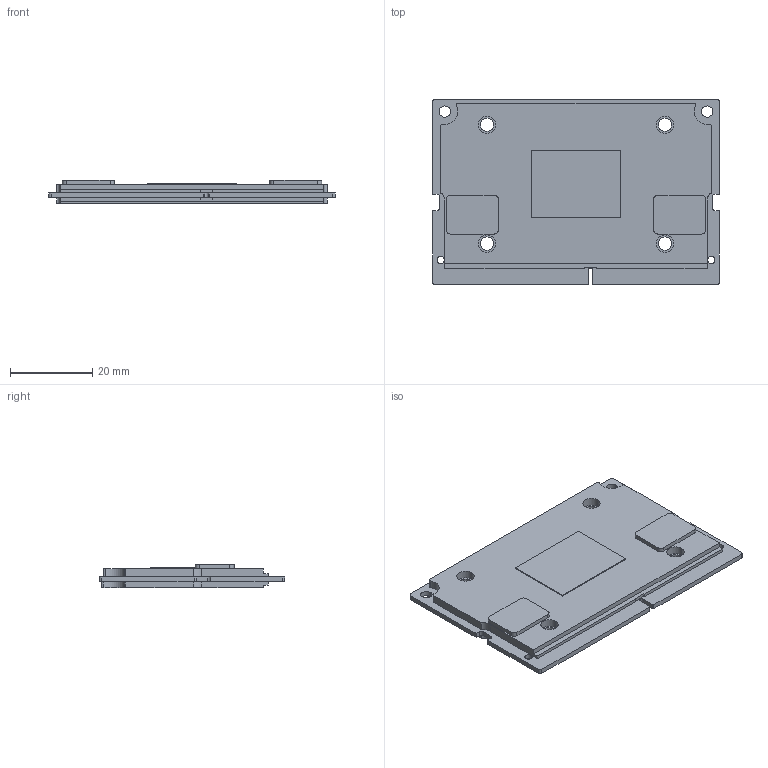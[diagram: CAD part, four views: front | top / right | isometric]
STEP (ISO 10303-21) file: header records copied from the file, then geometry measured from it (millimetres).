
FILE_DESCRIPTION((''),'2;1');
FILE_NAME('142-13668_MODULE_BOARD_ME','2019-09-27T',('ysung'),('.'),'CREO PARAMETRIC BY PTC INC, 2018070','CREO PARAMETRIC BY PTC INC, 2018070','');
FILE_SCHEMA(('CONFIG_CONTROL_DESIGN','GEOMETRIC_VALIDATION_PROPERTIES_MIM'));
Length unit declared in the file: millimetre
Products named in the file (1): 142-13668_MODULE_BOARD_ME
Bounding box: 69.6 x 45 x 5.6 mm (x, y, z)
Volume: 11649.4 mm3; surface area: 7722.2 mm2
Topology: 1 solids, 1 shells, 140 faces, 384 edges, 256 vertices
Faces by surface type: plane 77, cylinder 59, extrusion 4
Entity records: 5858 total; most frequent: CARTESIAN_POINT 830, DIRECTION 778, ORIENTED_EDGE 768, PRESENTATION_STYLE_ASSIGNMENT 385, STYLED_ITEM 385, CURVE_STYLE 384, EDGE_CURVE 384, VECTOR 262
